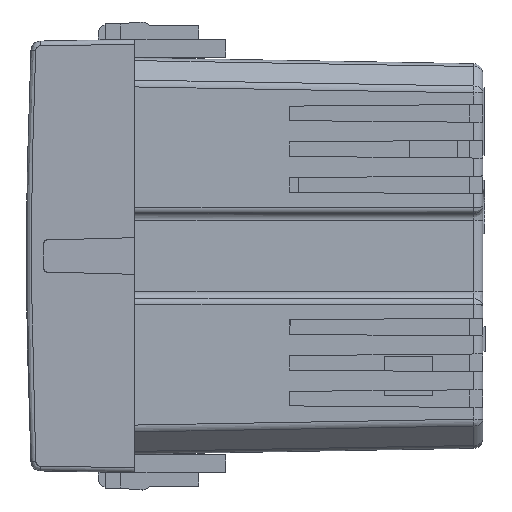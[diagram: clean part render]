
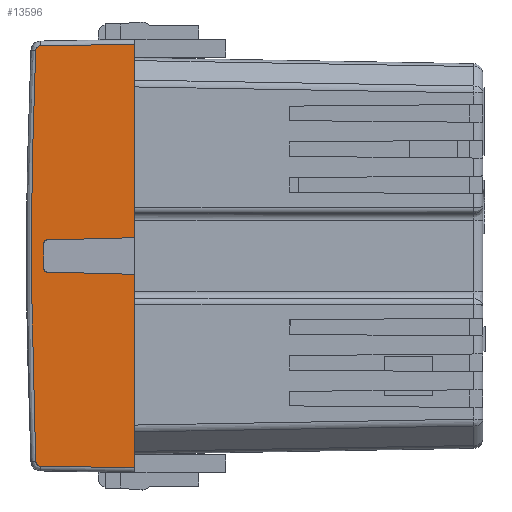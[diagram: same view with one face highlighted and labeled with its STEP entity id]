
A CAD part, left-side view. The second image highlights one B-rep face of the part: STEP entity #13596.
In plain terms, the highlighted face is planar.
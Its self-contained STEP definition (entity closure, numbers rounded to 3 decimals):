
#376 = CARTESIAN_POINT ( 'NONE',  ( -11.35, -1.896, 0. ) ) ;
#509 = LINE ( 'NONE', #10120, #6125 ) ;
#732 = CARTESIAN_POINT ( 'NONE',  ( -11.529, 21.251, 10.258 ) ) ;
#877 = VERTEX_POINT ( 'NONE', #2053 ) ;
#930 = CARTESIAN_POINT ( 'NONE',  ( -11.527, -21.565, 10.131 ) ) ;
#983 = CARTESIAN_POINT ( 'NONE',  ( -11.529, 21.377, 10.253 ) ) ;
#1401 = VERTEX_POINT ( 'NONE', #7525 ) ;
#1404 = EDGE_CURVE ( 'NONE', #9804, #11514, #8128, .T. ) ;
#1411 = ORIENTED_EDGE ( 'NONE', *, *, #12735, .T. ) ;
#1420 = PLANE ( 'NONE',  #4046 ) ;
#1481 = CARTESIAN_POINT ( 'NONE',  ( -11.35, 21.9, 0. ) ) ;
#1821 = VERTEX_POINT ( 'NONE', #376 ) ;
#2049 = CARTESIAN_POINT ( 'NONE',  ( -11.509, 1.658, 9.108 ) ) ;
#2053 = CARTESIAN_POINT ( 'NONE',  ( -11.529, 21.251, 10.258 ) ) ;
#2262 = CARTESIAN_POINT ( 'NONE',  ( -11.514, -1.358, 9.4 ) ) ;
#2585 = CARTESIAN_POINT ( 'NONE',  ( -11.514, -1.53, 9.4 ) ) ;
#2800 = CARTESIAN_POINT ( 'NONE',  ( -11.35, 21.9, 0. ) ) ;
#3295 = CARTESIAN_POINT ( 'NONE',  ( -11.529, -21.37, 10.24 ) ) ;
#3462 = DIRECTION ( 'NONE',  ( 0., 1., 0. ) ) ;
#3500 = VECTOR ( 'NONE', #14370, 1000. ) ;
#3525 = VERTEX_POINT ( 'NONE', #18090 ) ;
#3656 = CARTESIAN_POINT ( 'NONE',  ( -11.52, 21.73, 9.767 ) ) ;
#3922 = ORIENTED_EDGE ( 'NONE', *, *, #18175, .T. ) ;
#4046 = AXIS2_PLACEMENT_3D ( 'NONE', #27831, #6472, #27679 ) ;
#4138 = CARTESIAN_POINT ( 'NONE',  ( -11.529, 21.251, 10.258 ) ) ;
#5818 = CARTESIAN_POINT ( 'NONE',  ( -11.526, -21.61, 10.085 ) ) ;
#5980 = CARTESIAN_POINT ( 'NONE',  ( -11.522, -21.729, 9.829 ) ) ;
#6029 = VECTOR ( 'NONE', #30537, 1000. ) ;
#6125 = VECTOR ( 'NONE', #29295, 1000. ) ;
#6193 = CARTESIAN_POINT ( 'NONE',  ( -11.514, 0., 9.4 ) ) ;
#6349 = CARTESIAN_POINT ( 'NONE',  ( -11.523, 21.727, 9.894 ) ) ;
#6472 = DIRECTION ( 'NONE',  ( 1., 0., 0.017 ) ) ;
#7525 = CARTESIAN_POINT ( 'NONE',  ( -11.52, 21.73, 9.767 ) ) ;
#7679 = CARTESIAN_POINT ( 'NONE',  ( -11.54, -7.092, 10.859 ) ) ;
#7856 =( BOUNDED_CURVE ( )  B_SPLINE_CURVE ( 3, ( #11699, #11556, #30732, #28067 ),
 .UNSPECIFIED., .F., .T. ) 
 B_SPLINE_CURVE_WITH_KNOTS ( ( 4, 4 ),
 ( 0., 1.545 ),
 .UNSPECIFIED. ) 
 CURVE ( )  GEOMETRIC_REPRESENTATION_ITEM ( )  RATIONAL_B_SPLINE_CURVE ( ( 1., 0.811, 0.811, 1. ) ) 
 REPRESENTATION_ITEM ( '' )  );
#7934 = CARTESIAN_POINT ( 'NONE',  ( -11.512, -1.653, 9.28 ) ) ;
#8128 = LINE ( 'NONE', #26689, #9806 ) ;
#8329 = CARTESIAN_POINT ( 'NONE',  ( -11.524, -21.688, 9.959 ) ) ;
#9131 = CARTESIAN_POINT ( 'NONE',  ( -11.509, 1.658, 9.108 ) ) ;
#9404 = B_SPLINE_CURVE_WITH_KNOTS ( 'NONE', 3,
 ( #4138, #983, #13414, #28012, #6349, #3656 ),
 .UNSPECIFIED., .F., .F.,
 ( 4, 2, 4 ),
 ( 0., 0.5, 1. ),
 .UNSPECIFIED. ) ;
#9651 = LINE ( 'NONE', #13917, #3500 ) ;
#9804 = VERTEX_POINT ( 'NONE', #29813 ) ;
#9806 = VECTOR ( 'NONE', #17574, 1000. ) ;
#9852 = B_SPLINE_CURVE_WITH_KNOTS ( 'NONE', 3,
 ( #29396, #12734, #15406, #3295, #10061, #22473, #27338, #22009, #930, #5818, #20272, #29869, #29237, #8329, #17931, #5980, #25159 ),
 .UNSPECIFIED., .F., .F.,
 ( 4, 2, 2, 2, 2, 1, 2, 2, 4 ),
 ( 0., 0.125, 0.25, 0.375, 0.5, 0.625, 0.687, 0.75, 1. ),
 .UNSPECIFIED. ) ;
#10061 = CARTESIAN_POINT ( 'NONE',  ( -11.529, -21.397, 10.231 ) ) ;
#10120 = CARTESIAN_POINT ( 'NONE',  ( -11.35, 0., 0. ) ) ;
#11514 = VERTEX_POINT ( 'NONE', #26801 ) ;
#11556 = CARTESIAN_POINT ( 'NONE',  ( -11.514, 1.53, 9.4 ) ) ;
#11699 = CARTESIAN_POINT ( 'NONE',  ( -11.514, 1.358, 9.4 ) ) ;
#12125 = CARTESIAN_POINT ( 'NONE',  ( -11.509, -1.658, 9.108 ) ) ;
#12734 = CARTESIAN_POINT ( 'NONE',  ( -11.529, -21.281, 10.257 ) ) ;
#12735 = EDGE_CURVE ( 'NONE', #28547, #1401, #24184, .T. ) ;
#13190 = EDGE_CURVE ( 'NONE', #22088, #3525, #15617, .T. ) ;
#13369 = VERTEX_POINT ( 'NONE', #12125 ) ;
#13414 = CARTESIAN_POINT ( 'NONE',  ( -11.528, 21.5, 10.198 ) ) ;
#13596 = ADVANCED_FACE ( 'NONE', ( #15414 ), #1420, .T. ) ;
#13791 = VERTEX_POINT ( 'NONE', #14447 ) ;
#13917 = CARTESIAN_POINT ( 'NONE',  ( -11.35, -1.896, 0. ) ) ;
#14370 = DIRECTION ( 'NONE',  ( -0.017, 0.026, 1. ) ) ;
#14447 = CARTESIAN_POINT ( 'NONE',  ( -11.35, 1.896, 0. ) ) ;
#15036 = ORIENTED_EDGE ( 'NONE', *, *, #13190, .T. ) ;
#15085 = LINE ( 'NONE', #17933, #27818 ) ;
#15406 = CARTESIAN_POINT ( 'NONE',  ( -11.529, -21.311, 10.253 ) ) ;
#15414 = FACE_OUTER_BOUND ( 'NONE', #22926, .T. ) ;
#15432 = EDGE_CURVE ( 'NONE', #13791, #28547, #509, .T. ) ;
#15617 = LINE ( 'NONE', #6193, #6029 ) ;
#16184 = ORIENTED_EDGE ( 'NONE', *, *, #17306, .T. ) ;
#16262 = VECTOR ( 'NONE', #23878, 1000. ) ;
#16678 = LINE ( 'NONE', #2049, #16262 ) ;
#16722 = ORIENTED_EDGE ( 'NONE', *, *, #30485, .T. ) ;
#16879 = ORIENTED_EDGE ( 'NONE', *, *, #19743, .T. ) ;
#17289 = VERTEX_POINT ( 'NONE', #9131 ) ;
#17306 = EDGE_CURVE ( 'NONE', #17289, #13791, #16678, .T. ) ;
#17574 = DIRECTION ( 'NONE',  ( 0.017, -0.017, -1. ) ) ;
#17931 = CARTESIAN_POINT ( 'NONE',  ( -11.523, -21.717, 9.889 ) ) ;
#17933 = CARTESIAN_POINT ( 'NONE',  ( -11.35, 0., 0. ) ) ;
#18090 = CARTESIAN_POINT ( 'NONE',  ( -11.514, 1.358, 9.4 ) ) ;
#18175 = EDGE_CURVE ( 'NONE', #13369, #22088, #20907, .T. ) ;
#18582 = VECTOR ( 'NONE', #19624, 1000. ) ;
#18677 = EDGE_CURVE ( 'NONE', #19127, #9804, #9852, .T. ) ;
#19127 = VERTEX_POINT ( 'NONE', #27937 ) ;
#19624 = DIRECTION ( 'NONE',  ( -0.017, -0.017, 1. ) ) ;
#19743 = EDGE_CURVE ( 'NONE', #11514, #1821, #15085, .T. ) ;
#20109 = EDGE_CURVE ( 'NONE', #19127, #877, #25224, .T. ) ;
#20272 = CARTESIAN_POINT ( 'NONE',  ( -11.525, -21.641, 10.047 ) ) ;
#20511 = ORIENTED_EDGE ( 'NONE', *, *, #30494, .T. ) ;
#20907 =( BOUNDED_CURVE ( )  B_SPLINE_CURVE ( 3, ( #26795, #7934, #2585, #22231 ),
 .UNSPECIFIED., .F., .T. ) 
 B_SPLINE_CURVE_WITH_KNOTS ( ( 4, 4 ),
 ( 1.597, 3.142 ),
 .UNSPECIFIED. ) 
 CURVE ( )  GEOMETRIC_REPRESENTATION_ITEM ( )  RATIONAL_B_SPLINE_CURVE ( ( 1., 0.811, 0.811, 1. ) ) 
 REPRESENTATION_ITEM ( '' )  );
#21150 = EDGE_CURVE ( 'NONE', #877, #1401, #9404, .T. ) ;
#21266 = ORIENTED_EDGE ( 'NONE', *, *, #21150, .F. ) ;
#22009 = CARTESIAN_POINT ( 'NONE',  ( -11.527, -21.539, 10.153 ) ) ;
#22088 = VERTEX_POINT ( 'NONE', #2262 ) ;
#22231 = CARTESIAN_POINT ( 'NONE',  ( -11.514, -1.358, 9.4 ) ) ;
#22473 = CARTESIAN_POINT ( 'NONE',  ( -11.528, -21.457, 10.205 ) ) ;
#22664 = ORIENTED_EDGE ( 'NONE', *, *, #18677, .T. ) ;
#22686 = ORIENTED_EDGE ( 'NONE', *, *, #1404, .T. ) ;
#22926 = EDGE_LOOP ( 'NONE', ( #21266, #27289, #22664, #22686, #16879, #16722, #3922, #15036, #20511, #16184, #26936, #1411 ) ) ;
#23878 = DIRECTION ( 'NONE',  ( 0.017, 0.026, -1. ) ) ;
#24184 = LINE ( 'NONE', #2800, #18582 ) ;
#25159 = CARTESIAN_POINT ( 'NONE',  ( -11.52, -21.73, 9.767 ) ) ;
#25224 = B_SPLINE_CURVE_WITH_KNOTS ( 'NONE', 3,
 ( #29835, #7679, #27147, #732 ),
 .UNSPECIFIED., .F., .F.,
 ( 4, 4 ),
 ( 0., 1. ),
 .UNSPECIFIED. ) ;
#26689 = CARTESIAN_POINT ( 'NONE',  ( -11.52, -21.73, 9.767 ) ) ;
#26795 = CARTESIAN_POINT ( 'NONE',  ( -11.509, -1.658, 9.108 ) ) ;
#26801 = CARTESIAN_POINT ( 'NONE',  ( -11.35, -21.9, 0. ) ) ;
#26936 = ORIENTED_EDGE ( 'NONE', *, *, #15432, .T. ) ;
#27147 = CARTESIAN_POINT ( 'NONE',  ( -11.54, 7.092, 10.859 ) ) ;
#27289 = ORIENTED_EDGE ( 'NONE', *, *, #20109, .F. ) ;
#27338 = CARTESIAN_POINT ( 'NONE',  ( -11.528, -21.485, 10.19 ) ) ;
#27679 = DIRECTION ( 'NONE',  ( 0.017, 0., -1. ) ) ;
#27818 = VECTOR ( 'NONE', #3462, 1000. ) ;
#27831 = CARTESIAN_POINT ( 'NONE',  ( -11.35, 0., 0. ) ) ;
#27937 = CARTESIAN_POINT ( 'NONE',  ( -11.529, -21.251, 10.258 ) ) ;
#28012 = CARTESIAN_POINT ( 'NONE',  ( -11.525, 21.676, 10.018 ) ) ;
#28067 = CARTESIAN_POINT ( 'NONE',  ( -11.509, 1.658, 9.108 ) ) ;
#28547 = VERTEX_POINT ( 'NONE', #1481 ) ;
#29237 = CARTESIAN_POINT ( 'NONE',  ( -11.524, -21.68, 9.976 ) ) ;
#29295 = DIRECTION ( 'NONE',  ( 0., 1., 0. ) ) ;
#29396 = CARTESIAN_POINT ( 'NONE',  ( -11.529, -21.251, 10.258 ) ) ;
#29813 = CARTESIAN_POINT ( 'NONE',  ( -11.52, -21.73, 9.767 ) ) ;
#29835 = CARTESIAN_POINT ( 'NONE',  ( -11.529, -21.251, 10.258 ) ) ;
#29869 = CARTESIAN_POINT ( 'NONE',  ( -11.525, -21.665, 10.005 ) ) ;
#30485 = EDGE_CURVE ( 'NONE', #1821, #13369, #9651, .T. ) ;
#30494 = EDGE_CURVE ( 'NONE', #3525, #17289, #7856, .T. ) ;
#30537 = DIRECTION ( 'NONE',  ( 0., 1., 0. ) ) ;
#30732 = CARTESIAN_POINT ( 'NONE',  ( -11.512, 1.653, 9.28 ) ) ;
